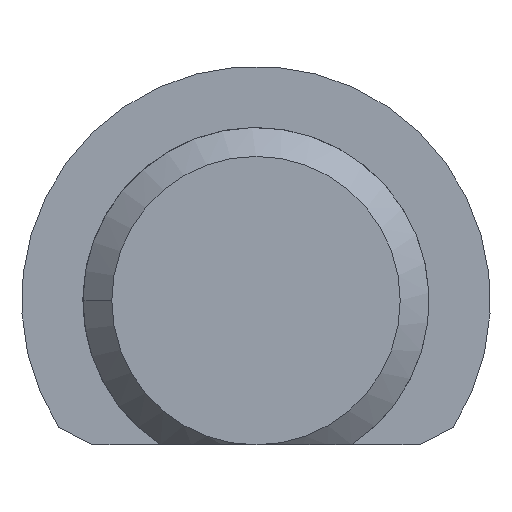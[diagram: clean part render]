
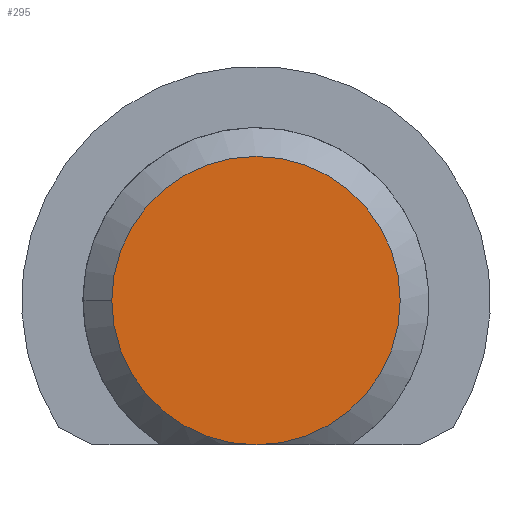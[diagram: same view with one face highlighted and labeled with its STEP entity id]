
A CAD part, left-side view. The second image highlights one B-rep face of the part: STEP entity #295.
In plain terms, the highlighted planar face has unit normal (-1, 0, 0).
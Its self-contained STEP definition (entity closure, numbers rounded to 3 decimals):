
#26=PLANE('',#340);
#43=FACE_OUTER_BOUND('',#60,.T.);
#60=EDGE_LOOP('',(#272,#273));
#71=CIRCLE('',#311,4.);
#84=CIRCLE('',#339,4.);
#121=VERTEX_POINT('',#425);
#123=VERTEX_POINT('',#428);
#149=EDGE_CURVE('',#121,#123,#71,.T.);
#189=EDGE_CURVE('',#123,#121,#84,.T.);
#272=ORIENTED_EDGE('',*,*,#189,.F.);
#273=ORIENTED_EDGE('',*,*,#149,.F.);
#295=ADVANCED_FACE('',(#43),#26,.T.);
#311=AXIS2_PLACEMENT_3D('',#429,#346,#347);
#339=AXIS2_PLACEMENT_3D('',#529,#419,#420);
#340=AXIS2_PLACEMENT_3D('',#530,#421,#422);
#346=DIRECTION('center_axis',(1.,0.,0.));
#347=DIRECTION('ref_axis',(0.,-1.,0.));
#419=DIRECTION('center_axis',(1.,0.,0.));
#420=DIRECTION('ref_axis',(0.,-1.,0.));
#421=DIRECTION('center_axis',(-1.,0.,0.));
#422=DIRECTION('ref_axis',(0.,-1.,0.));
#425=CARTESIAN_POINT('',(-113.941,54.549,4.));
#428=CARTESIAN_POINT('',(-113.941,50.549,0.));
#429=CARTESIAN_POINT('Origin',(-113.941,50.549,4.));
#529=CARTESIAN_POINT('Origin',(-113.941,50.549,4.));
#530=CARTESIAN_POINT('Origin',(-113.941,50.549,5.25));
